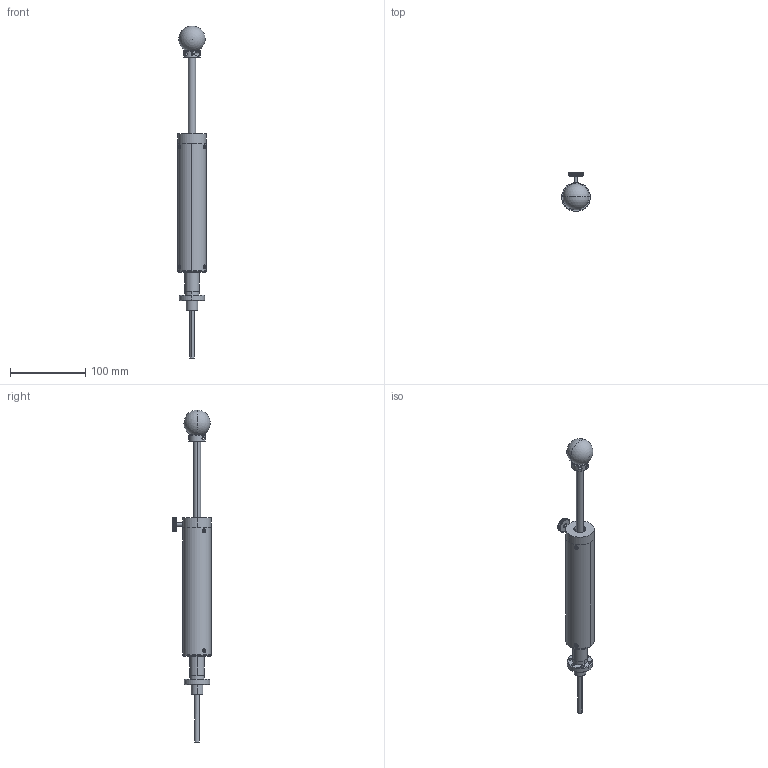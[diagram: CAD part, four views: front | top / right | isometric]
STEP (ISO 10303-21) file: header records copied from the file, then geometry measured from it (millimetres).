
FILE_DESCRIPTION (( 'STEP AP214' ), '1' );
FILE_NAME ('SN102898-01, FLML-133-25-4, AP214.STEP', '2022-06-29T16:27:20', ( '' ), ( '' ), 'SwSTEP 2.0', 'SolidWorks 2010', '' );
FILE_SCHEMA (( 'AUTOMOTIVE_DESIGN' ));
Length unit declared in the file: inch
Products named in the file (1): SN102898-01, FLML-133-25-4, AP214
Bounding box: 38.1 x 51.6 x 442.49 mm (x, y, z)
Surface area: 45792 mm2 (no closed solid volume)
Topology: 0 solids, 19 shells, 289 faces, 1467 edges, 1074 vertices
Faces by surface type: plane 131, cylinder 101, cone 53, torus 2, sphere 2
Entity records: 19222 total; most frequent: CARTESIAN_POINT 5058, ORIENTED_EDGE 2046, DIRECTION 1912, EDGE_CURVE 1450, VERTEX_POINT 1071, AXIS2_PLACEMENT_3D 729, B_SPLINE_CURVE_WITH_KNOTS 557, LINE 454
